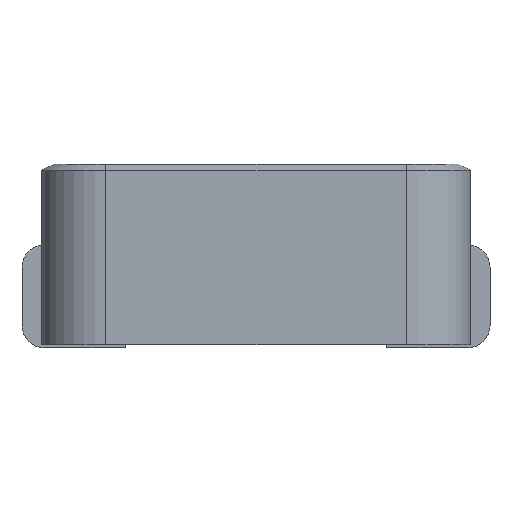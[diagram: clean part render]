
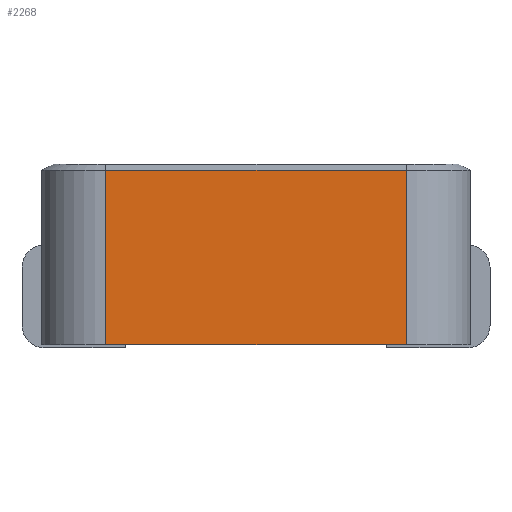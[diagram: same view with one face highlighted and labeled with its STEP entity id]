
A CAD part, front view. The second image highlights one B-rep face of the part: STEP entity #2268.
In plain terms, the highlighted planar face has unit normal (0, -1, 0).
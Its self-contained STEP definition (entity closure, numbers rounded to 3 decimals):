
#752=ORIENTED_EDGE('',*,*,#1160,.T.);
#753=ORIENTED_EDGE('',*,*,#1140,.T.);
#754=ORIENTED_EDGE('',*,*,#1161,.T.);
#755=ORIENTED_EDGE('',*,*,#1162,.T.);
#1140=EDGE_CURVE('',#1391,#1389,#1553,.T.);
#1160=EDGE_CURVE('',#1403,#1391,#1565,.F.);
#1161=EDGE_CURVE('',#1389,#1404,#1566,.T.);
#1162=EDGE_CURVE('',#1404,#1403,#1567,.T.);
#1389=VERTEX_POINT('',#5084);
#1391=VERTEX_POINT('',#5087);
#1403=VERTEX_POINT('',#5126);
#1404=VERTEX_POINT('',#5128);
#1553=LINE('',#5086,#1734);
#1565=LINE('',#5125,#1746);
#1566=LINE('',#5127,#1747);
#1567=LINE('',#5129,#1748);
#1734=VECTOR('',#3500,1000.);
#1746=VECTOR('',#3542,1000.);
#1747=VECTOR('',#3543,1000.);
#1748=VECTOR('',#3544,1000.);
#1911=EDGE_LOOP('',(#752,#753,#754,#755));
#2048=FACE_BOUND('',#1911,.T.);
#2146=PLANE('',#3152);
#2268=ADVANCED_FACE('',(#2048),#2146,.F.);
#3152=AXIS2_PLACEMENT_3D('',#5124,#3540,#3541);
#3500=DIRECTION('',(-1.,0.,0.));
#3540=DIRECTION('',(0.,1.,0.));
#3541=DIRECTION('',(-1.,0.,0.));
#3542=DIRECTION('',(0.,0.,-1.));
#3543=DIRECTION('',(0.,0.,-1.));
#3544=DIRECTION('',(1.,0.,0.));
#5084=CARTESIAN_POINT('',(-2.325,-3.325,2.75));
#5086=CARTESIAN_POINT('',(-2.325,-3.325,2.75));
#5087=CARTESIAN_POINT('',(2.325,-3.325,2.75));
#5124=CARTESIAN_POINT('',(-3.325,-3.325,2.85));
#5125=CARTESIAN_POINT('',(2.325,-3.325,2.85));
#5126=CARTESIAN_POINT('',(2.325,-3.325,0.05));
#5127=CARTESIAN_POINT('',(-2.325,-3.325,2.85));
#5128=CARTESIAN_POINT('',(-2.325,-3.325,0.05));
#5129=CARTESIAN_POINT('',(-3.325,-3.325,0.05));
